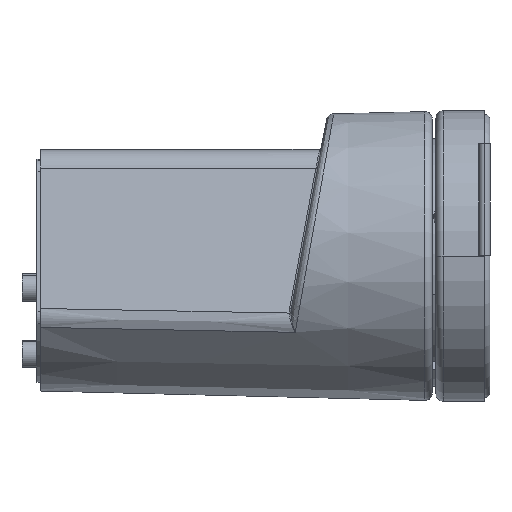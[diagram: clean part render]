
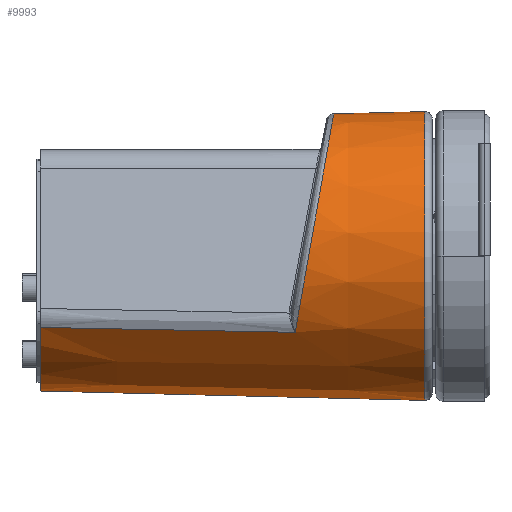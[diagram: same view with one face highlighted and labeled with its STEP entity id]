
A CAD part, left-side view. The second image highlights one B-rep face of the part: STEP entity #9993.
In plain terms, the highlighted conical face has half-angle 1.4 degrees and reference radius 38.766 mm.
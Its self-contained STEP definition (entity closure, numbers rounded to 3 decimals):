
#1318 = CARTESIAN_POINT ( 'NONE',  ( 32.049, 36.76, 20.171 ) ) ;
#1370 = CARTESIAN_POINT ( 'NONE',  ( 0., 105., 36.2 ) ) ;
#1380 = CARTESIAN_POINT ( 'NONE',  ( 30.9, 105., 18.859 ) ) ;
#1384 = CARTESIAN_POINT ( 'NONE',  ( 0., 26.425, -38.12 ) ) ;
#1438 = CARTESIAN_POINT ( 'NONE',  ( 0., 2.049, 38.716 ) ) ;
#1440 = CARTESIAN_POINT ( 'NONE',  ( 0., 2.049, -38.716 ) ) ;
#1859 = DIRECTION ( 'NONE',  ( 0., 0., -1. ) ) ;
#1860 = FACE_OUTER_BOUND ( 'NONE', #2364, .T. ) ;
#1862 = DIRECTION ( 'NONE',  ( 0., -1., 0. ) ) ;
#1864 = CARTESIAN_POINT ( 'NONE',  ( 0., 0., 0. ) ) ;
#2364 = EDGE_LOOP ( 'NONE', ( #13373, #13376, #13375, #13378, #13377, #13380 ) ) ;
#4679 = AXIS2_PLACEMENT_3D ( 'NONE', #14542, #14543, #14544 ) ;
#4716 = CIRCLE ( 'NONE', #4679, 38.716 ) ;
#4732 = CIRCLE ( 'NONE', #4760, 36.2 ) ;
#4739 = VECTOR ( 'NONE', #14336, 1000. ) ;
#4760 = AXIS2_PLACEMENT_3D ( 'NONE', #14337, #14338, #14339 ) ;
#4761 = VECTOR ( 'NONE', #14333, 1000. ) ;
#7425 = VERTEX_POINT ( 'NONE', #1318 ) ;
#7510 = VERTEX_POINT ( 'NONE', #1370 ) ;
#7520 = VERTEX_POINT ( 'NONE', #1380 ) ;
#7524 = VERTEX_POINT ( 'NONE', #1384 ) ;
#7591 = VERTEX_POINT ( 'NONE', #1438 ) ;
#7593 = VERTEX_POINT ( 'NONE', #1440 ) ;
#8853 = B_SPLINE_CURVE_WITH_KNOTS ( 'NONE', 3,
 ( #14702, #14701, #14708, #14709, #14710, #14711, #14712, #14713, #14714, #14715, #14716, #14717, #14718, #14719, #14720, #14721, #14722, #14723, #14724, #14725, #14726, #14727, #14728, #14729, #14730, #14731, #14732, #14733, #14734, #14735, #14736, #14737, #14738, #14739, #14740, #14741, #14742, #14743, #14744, #14745, #14746, #14747, #14748, #14749, #14750, #14751 ),
 .UNSPECIFIED., .F., .F.,
 ( 4, 2, 2, 2, 2, 2, 2, 2, 2, 2, 2, 2, 2, 2, 2, 2, 2, 2, 2, 2, 2, 2, 4 ),
 ( 0.082, 0.085, 0.088, 0.093, 0.095, 0.098, 0.103, 0.108, 0.113, 0.119, 0.121, 0.124, 0.129, 0.134, 0.137, 0.139, 0.144, 0.147, 0.149, 0.155, 0.16, 0.162, 0.165 ),
 .UNSPECIFIED. ) ;
#8861 = B_SPLINE_CURVE_WITH_KNOTS ( 'NONE', 3,
 ( #14318, #14319, #14324, #14325, #14326, #14327, #14328, #14329, #14330, #14331 ),
 .UNSPECIFIED., .F., .F.,
 ( 4, 3, 3, 4 ),
 ( -0.002, 0., 0.013, 0.066 ),
 .UNSPECIFIED. ) ;
#9993 = ADVANCED_FACE ( 'NONE', ( #1860 ), #10711, .T. ) ;
#10708 = AXIS2_PLACEMENT_3D ( 'NONE', #1864, #1862, #1859 ) ;
#10711 = CONICAL_SURFACE ( 'NONE', #10708, 38.766, 0.024 ) ;
#12067 = EDGE_CURVE ( 'NONE', #7425, #7520, #8861, .T. ) ;
#12068 = EDGE_CURVE ( 'NONE', #7524, #7593, #14323, .T. ) ;
#12071 = EDGE_CURVE ( 'NONE', #7510, #7591, #14334, .T. ) ;
#12073 = EDGE_CURVE ( 'NONE', #7520, #7510, #4732, .T. ) ;
#12175 = EDGE_CURVE ( 'NONE', #7591, #7593, #4716, .T. ) ;
#12216 = EDGE_CURVE ( 'NONE', #7524, #7425, #8853, .T. ) ;
#13373 = ORIENTED_EDGE ( 'NONE', *, *, #12073, .T. ) ;
#13375 = ORIENTED_EDGE ( 'NONE', *, *, #12175, .T. ) ;
#13376 = ORIENTED_EDGE ( 'NONE', *, *, #12071, .T. ) ;
#13377 = ORIENTED_EDGE ( 'NONE', *, *, #12216, .T. ) ;
#13378 = ORIENTED_EDGE ( 'NONE', *, *, #12068, .F. ) ;
#13380 = ORIENTED_EDGE ( 'NONE', *, *, #12067, .T. ) ;
#14318 = CARTESIAN_POINT ( 'NONE',  ( 32.049, 36.76, 20.171 ) ) ;
#14319 = CARTESIAN_POINT ( 'NONE',  ( 32.036, 37.486, 20.157 ) ) ;
#14323 = LINE ( 'NONE', #14332, #4761 ) ;
#14324 = CARTESIAN_POINT ( 'NONE',  ( 32.024, 38.212, 20.143 ) ) ;
#14325 = CARTESIAN_POINT ( 'NONE',  ( 32.012, 38.938, 20.129 ) ) ;
#14326 = CARTESIAN_POINT ( 'NONE',  ( 31.939, 43.27, 20.046 ) ) ;
#14327 = CARTESIAN_POINT ( 'NONE',  ( 31.866, 47.601, 19.963 ) ) ;
#14328 = CARTESIAN_POINT ( 'NONE',  ( 31.793, 51.933, 19.88 ) ) ;
#14329 = CARTESIAN_POINT ( 'NONE',  ( 31.495, 69.622, 19.541 ) ) ;
#14330 = CARTESIAN_POINT ( 'NONE',  ( 31.197, 87.311, 19.201 ) ) ;
#14331 = CARTESIAN_POINT ( 'NONE',  ( 30.9, 105., 18.859 ) ) ;
#14332 = CARTESIAN_POINT ( 'NONE',  ( 0., 0., -38.766 ) ) ;
#14333 = DIRECTION ( 'NONE',  ( 0., -1., -0.024 ) ) ;
#14334 = LINE ( 'NONE', #14335, #4739 ) ;
#14335 = CARTESIAN_POINT ( 'NONE',  ( 0., 0., 38.766 ) ) ;
#14336 = DIRECTION ( 'NONE',  ( 0., -1., 0.024 ) ) ;
#14337 = CARTESIAN_POINT ( 'NONE',  ( 0., 105., 0. ) ) ;
#14338 = DIRECTION ( 'NONE',  ( 0., -1., 0. ) ) ;
#14339 = DIRECTION ( 'NONE',  ( 0., 0., -1. ) ) ;
#14542 = CARTESIAN_POINT ( 'NONE',  ( 0., 2.049, 0. ) ) ;
#14543 = DIRECTION ( 'NONE',  ( 0., 1., 0. ) ) ;
#14544 = DIRECTION ( 'NONE',  ( 0., 0., -1. ) ) ;
#14701 = CARTESIAN_POINT ( 'NONE',  ( 0.859, 26.425, -38.12 ) ) ;
#14702 = CARTESIAN_POINT ( 'NONE',  ( 0., 26.425, -38.12 ) ) ;
#14708 = CARTESIAN_POINT ( 'NONE',  ( 1.718, 26.43, -38.091 ) ) ;
#14709 = CARTESIAN_POINT ( 'NONE',  ( 3.421, 26.451, -37.975 ) ) ;
#14710 = CARTESIAN_POINT ( 'NONE',  ( 4.268, 26.466, -37.889 ) ) ;
#14711 = CARTESIAN_POINT ( 'NONE',  ( 6.791, 26.527, -37.546 ) ) ;
#14712 = CARTESIAN_POINT ( 'NONE',  ( 8.452, 26.587, -37.206 ) ) ;
#14713 = CARTESIAN_POINT ( 'NONE',  ( 10.913, 26.707, -36.528 ) ) ;
#14714 = CARTESIAN_POINT ( 'NONE',  ( 11.728, 26.753, -36.273 ) ) ;
#14715 = CARTESIAN_POINT ( 'NONE',  ( 13.348, 26.853, -35.706 ) ) ;
#14716 = CARTESIAN_POINT ( 'NONE',  ( 14.146, 26.908, -35.396 ) ) ;
#14717 = CARTESIAN_POINT ( 'NONE',  ( 16.494, 27.086, -34.391 ) ) ;
#14718 = CARTESIAN_POINT ( 'NONE',  ( 18.002, 27.223, -33.622 ) ) ;
#14719 = CARTESIAN_POINT ( 'NONE',  ( 20.905, 27.53, -31.889 ) ) ;
#14720 = CARTESIAN_POINT ( 'NONE',  ( 22.3, 27.701, -30.926 ) ) ;
#14721 = CARTESIAN_POINT ( 'NONE',  ( 24.975, 28.079, -28.797 ) ) ;
#14722 = CARTESIAN_POINT ( 'NONE',  ( 26.227, 28.281, -27.653 ) ) ;
#14723 = CARTESIAN_POINT ( 'NONE',  ( 28.558, 28.712, -25.222 ) ) ;
#14724 = CARTESIAN_POINT ( 'NONE',  ( 29.64, 28.941, -23.933 ) ) ;
#14725 = CARTESIAN_POINT ( 'NONE',  ( 31.134, 29.303, -21.89 ) ) ;
#14726 = CARTESIAN_POINT ( 'NONE',  ( 31.611, 29.427, -21.191 ) ) ;
#14727 = CARTESIAN_POINT ( 'NONE',  ( 32.521, 29.682, -19.754 ) ) ;
#14728 = CARTESIAN_POINT ( 'NONE',  ( 32.95, 29.812, -19.023 ) ) ;
#14729 = CARTESIAN_POINT ( 'NONE',  ( 34.156, 30.206, -16.802 ) ) ;
#14730 = CARTESIAN_POINT ( 'NONE',  ( 34.856, 30.476, -15.279 ) ) ;
#14731 = CARTESIAN_POINT ( 'NONE',  ( 36.052, 31.03, -12.151 ) ) ;
#14732 = CARTESIAN_POINT ( 'NONE',  ( 36.547, 31.315, -10.546 ) ) ;
#14733 = CARTESIAN_POINT ( 'NONE',  ( 37.132, 31.753, -8.074 ) ) ;
#14734 = CARTESIAN_POINT ( 'NONE',  ( 37.299, 31.9, -7.245 ) ) ;
#14735 = CARTESIAN_POINT ( 'NONE',  ( 37.575, 32.194, -5.587 ) ) ;
#14736 = CARTESIAN_POINT ( 'NONE',  ( 37.686, 32.341, -4.757 ) ) ;
#14737 = CARTESIAN_POINT ( 'NONE',  ( 37.934, 32.784, -2.262 ) ) ;
#14738 = CARTESIAN_POINT ( 'NONE',  ( 37.99, 33.08, -0.592 ) ) ;
#14739 = CARTESIAN_POINT ( 'NONE',  ( 37.907, 33.525, 1.921 ) ) ;
#14740 = CARTESIAN_POINT ( 'NONE',  ( 37.852, 33.674, 2.761 ) ) ;
#14741 = CARTESIAN_POINT ( 'NONE',  ( 37.684, 33.972, 4.442 ) ) ;
#14742 = CARTESIAN_POINT ( 'NONE',  ( 37.572, 34.121, 5.282 ) ) ;
#14743 = CARTESIAN_POINT ( 'NONE',  ( 37.155, 34.562, 7.771 ) ) ;
#14744 = CARTESIAN_POINT ( 'NONE',  ( 36.769, 34.851, 9.399 ) ) ;
#14745 = CARTESIAN_POINT ( 'NONE',  ( 35.786, 35.417, 12.595 ) ) ;
#14746 = CARTESIAN_POINT ( 'NONE',  ( 35.188, 35.695, 14.163 ) ) ;
#14747 = CARTESIAN_POINT ( 'NONE',  ( 34.128, 36.104, 16.468 ) ) ;
#14748 = CARTESIAN_POINT ( 'NONE',  ( 33.746, 36.239, 17.229 ) ) ;
#14749 = CARTESIAN_POINT ( 'NONE',  ( 32.935, 36.503, 18.72 ) ) ;
#14750 = CARTESIAN_POINT ( 'NONE',  ( 32.504, 36.633, 19.452 ) ) ;
#14751 = CARTESIAN_POINT ( 'NONE',  ( 32.049, 36.76, 20.171 ) ) ;
